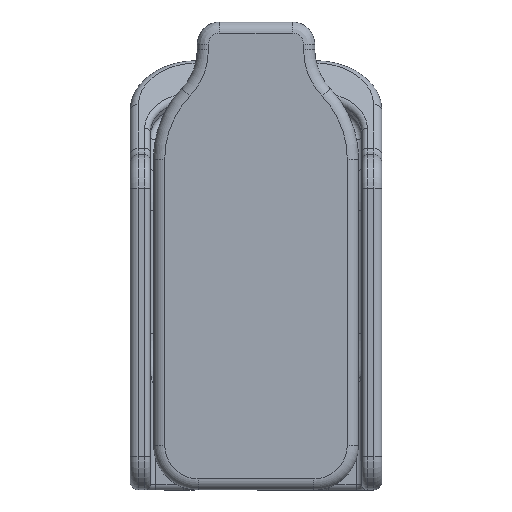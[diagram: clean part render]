
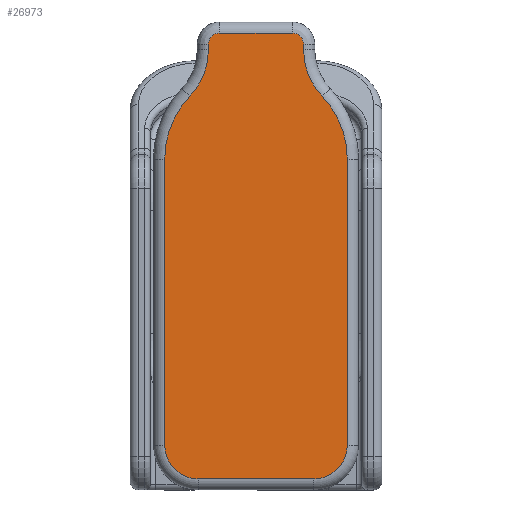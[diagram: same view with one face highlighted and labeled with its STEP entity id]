
A CAD part, front view. The second image highlights one B-rep face of the part: STEP entity #26973.
In plain terms, the highlighted planar face has unit normal (0, -1, 0).
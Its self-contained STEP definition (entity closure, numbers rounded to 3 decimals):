
#2334=CIRCLE('',#29406,6.);
#2338=CIRCLE('',#29412,16.35);
#2341=CIRCLE('',#29416,12.031);
#2345=CIRCLE('',#29421,2.);
#2349=CIRCLE('',#29426,2.);
#2353=CIRCLE('',#29432,12.031);
#2356=CIRCLE('',#29436,16.35);
#2359=CIRCLE('',#29441,6.);
#4223=FACE_OUTER_BOUND('',#5996,.T.);
#5996=EDGE_LOOP('',(#23389,#23390,#23391,#23392,#23393,#23394,#23395,#23396,
#23397,#23398,#23399,#23400,#23401,#23402));
#8450=LINE('',#48201,#11006);
#8453=LINE('',#48216,#11009);
#8455=LINE('',#48234,#11011);
#8457=LINE('',#48254,#11013);
#8459=LINE('',#48274,#11015);
#8461=LINE('',#48292,#11017);
#11006=VECTOR('',#35887,10.);
#11009=VECTOR('',#35904,10.);
#11011=VECTOR('',#35926,10.);
#11013=VECTOR('',#35938,10.);
#11015=VECTOR('',#35950,10.);
#11017=VECTOR('',#35972,10.);
#13334=VERTEX_POINT('',#48198);
#13335=VERTEX_POINT('',#48200);
#13337=VERTEX_POINT('',#48206);
#13339=VERTEX_POINT('',#48212);
#13341=VERTEX_POINT('',#48218);
#13343=VERTEX_POINT('',#48224);
#13345=VERTEX_POINT('',#48230);
#13347=VERTEX_POINT('',#48244);
#13349=VERTEX_POINT('',#48250);
#13351=VERTEX_POINT('',#48264);
#13353=VERTEX_POINT('',#48270);
#13355=VERTEX_POINT('',#48276);
#13357=VERTEX_POINT('',#48282);
#13359=VERTEX_POINT('',#48288);
#16718=EDGE_CURVE('',#13334,#13335,#8450,.T.);
#16723=EDGE_CURVE('',#13335,#13337,#2334,.T.);
#16726=EDGE_CURVE('',#13337,#13339,#8453,.T.);
#16729=EDGE_CURVE('',#13339,#13341,#2338,.T.);
#16732=EDGE_CURVE('',#13341,#13343,#2341,.T.);
#16735=EDGE_CURVE('',#13343,#13345,#8455,.T.);
#16738=EDGE_CURVE('',#13345,#13347,#2345,.T.);
#16741=EDGE_CURVE('',#13347,#13349,#8457,.T.);
#16744=EDGE_CURVE('',#13349,#13351,#2349,.T.);
#16747=EDGE_CURVE('',#13351,#13353,#8459,.T.);
#16750=EDGE_CURVE('',#13353,#13355,#2353,.T.);
#16753=EDGE_CURVE('',#13355,#13357,#2356,.T.);
#16756=EDGE_CURVE('',#13357,#13359,#8461,.T.);
#16758=EDGE_CURVE('',#13359,#13334,#2359,.T.);
#23389=ORIENTED_EDGE('',*,*,#16718,.F.);
#23390=ORIENTED_EDGE('',*,*,#16758,.F.);
#23391=ORIENTED_EDGE('',*,*,#16756,.F.);
#23392=ORIENTED_EDGE('',*,*,#16753,.F.);
#23393=ORIENTED_EDGE('',*,*,#16750,.F.);
#23394=ORIENTED_EDGE('',*,*,#16747,.F.);
#23395=ORIENTED_EDGE('',*,*,#16744,.F.);
#23396=ORIENTED_EDGE('',*,*,#16741,.F.);
#23397=ORIENTED_EDGE('',*,*,#16738,.F.);
#23398=ORIENTED_EDGE('',*,*,#16735,.F.);
#23399=ORIENTED_EDGE('',*,*,#16732,.F.);
#23400=ORIENTED_EDGE('',*,*,#16729,.F.);
#23401=ORIENTED_EDGE('',*,*,#16726,.F.);
#23402=ORIENTED_EDGE('',*,*,#16723,.F.);
#25690=PLANE('',#29449);
#26973=ADVANCED_FACE('',(#4223),#25690,.T.);
#29406=AXIS2_PLACEMENT_3D('',#48210,#35897,#35898);
#29412=AXIS2_PLACEMENT_3D('',#48222,#35911,#35912);
#29416=AXIS2_PLACEMENT_3D('',#48228,#35919,#35920);
#29421=AXIS2_PLACEMENT_3D('',#48248,#35931,#35932);
#29426=AXIS2_PLACEMENT_3D('',#48268,#35943,#35944);
#29432=AXIS2_PLACEMENT_3D('',#48280,#35957,#35958);
#29436=AXIS2_PLACEMENT_3D('',#48286,#35965,#35966);
#29441=AXIS2_PLACEMENT_3D('',#48295,#35977,#35978);
#29449=AXIS2_PLACEMENT_3D('',#48311,#36001,#36002);
#35887=DIRECTION('',(-1.,0.,0.));
#35897=DIRECTION('center_axis',(0.,1.,0.));
#35898=DIRECTION('ref_axis',(-0.707,0.,-0.707));
#35904=DIRECTION('',(0.,0.,1.));
#35911=DIRECTION('center_axis',(0.,1.,0.));
#35912=DIRECTION('ref_axis',(-0.929,0.,0.371));
#35919=DIRECTION('center_axis',(0.,-1.,0.));
#35920=DIRECTION('ref_axis',(0.929,0.,-0.371));
#35926=DIRECTION('',(0.,0.,1.));
#35931=DIRECTION('center_axis',(0.,1.,0.));
#35932=DIRECTION('ref_axis',(-0.707,0.,0.707));
#35938=DIRECTION('',(1.,0.,0.));
#35943=DIRECTION('center_axis',(0.,1.,0.));
#35944=DIRECTION('ref_axis',(0.707,0.,0.707));
#35950=DIRECTION('',(0.,0.,-1.));
#35957=DIRECTION('center_axis',(0.,-1.,0.));
#35958=DIRECTION('ref_axis',(-0.929,0.,-0.371));
#35965=DIRECTION('center_axis',(0.,1.,0.));
#35966=DIRECTION('ref_axis',(0.929,0.,0.371));
#35972=DIRECTION('',(0.,0.,-1.));
#35977=DIRECTION('center_axis',(0.,1.,0.));
#35978=DIRECTION('ref_axis',(0.707,0.,-0.707));
#36001=DIRECTION('center_axis',(0.,-1.,0.));
#36002=DIRECTION('ref_axis',(1.,0.,0.));
#48198=CARTESIAN_POINT('',(21.78,-5.,-26.736));
#48200=CARTESIAN_POINT('',(1.08,-5.,-26.736));
#48201=CARTESIAN_POINT('',(19.705,-5.,-26.736));
#48206=CARTESIAN_POINT('',(-4.92,-5.,-20.736));
#48210=CARTESIAN_POINT('Origin',(1.08,-5.,-20.736));
#48212=CARTESIAN_POINT('',(-4.92,-5.,30.507));
#48216=CARTESIAN_POINT('',(-4.92,-5.,12.784));
#48218=CARTESIAN_POINT('',(-0.415,-5.,41.777));
#48222=CARTESIAN_POINT('Origin',(11.43,-5.,30.507));
#48224=CARTESIAN_POINT('',(2.9,-5.,50.07));
#48228=CARTESIAN_POINT('Origin',(-9.132,-5.,50.07));
#48230=CARTESIAN_POINT('',(2.9,-5.,51.07));
#48234=CARTESIAN_POINT('',(2.9,-5.,27.118));
#48244=CARTESIAN_POINT('',(4.9,-5.,53.07));
#48248=CARTESIAN_POINT('Origin',(4.9,-5.,51.07));
#48250=CARTESIAN_POINT('',(17.96,-5.,53.07));
#48254=CARTESIAN_POINT('',(2.255,-5.,53.07));
#48264=CARTESIAN_POINT('',(19.96,-5.,51.07));
#48268=CARTESIAN_POINT('Origin',(17.96,-5.,51.07));
#48270=CARTESIAN_POINT('',(19.96,-5.,50.07));
#48274=CARTESIAN_POINT('',(19.96,-5.,27.118));
#48276=CARTESIAN_POINT('',(23.275,-5.,41.777));
#48280=CARTESIAN_POINT('Origin',(31.992,-5.,50.07));
#48282=CARTESIAN_POINT('',(27.78,-5.,30.507));
#48286=CARTESIAN_POINT('Origin',(11.43,-5.,30.507));
#48288=CARTESIAN_POINT('',(27.78,-5.,-20.736));
#48292=CARTESIAN_POINT('',(27.78,-5.,19.619));
#48295=CARTESIAN_POINT('Origin',(21.78,-5.,-20.736));
#48311=CARTESIAN_POINT('Origin',(11.43,-5.,4.167));
